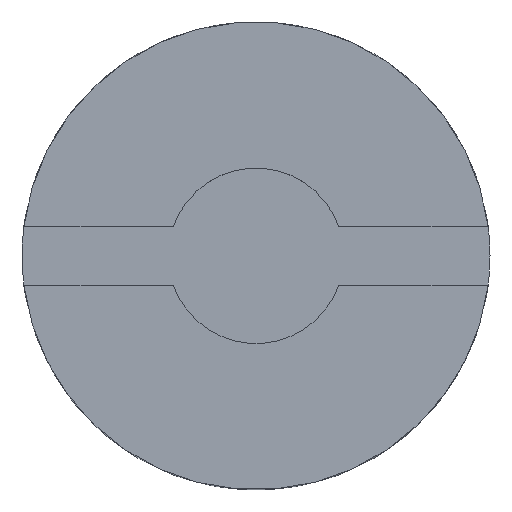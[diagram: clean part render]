
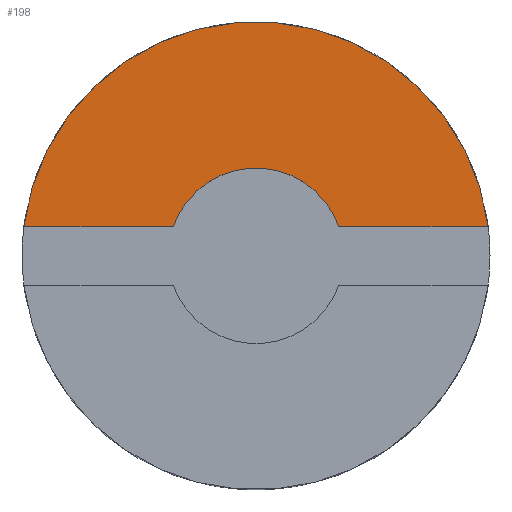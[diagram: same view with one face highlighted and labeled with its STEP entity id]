
A CAD part, top view. The second image highlights one B-rep face of the part: STEP entity #198.
In plain terms, the highlighted planar face has unit normal (0, 0, 1).
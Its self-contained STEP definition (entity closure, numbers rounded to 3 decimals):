
#17=CIRCLE('',#229,15.);
#22=CIRCLE('',#237,40.);
#35=FACE_OUTER_BOUND('',#46,.T.);
#46=EDGE_LOOP('',(#162,#163,#164,#165));
#59=LINE('',#331,#76);
#65=LINE('',#346,#82);
#76=VECTOR('',#266,10.);
#82=VECTOR('',#280,10.);
#92=VERTEX_POINT('',#327);
#94=VERTEX_POINT('',#330);
#96=VERTEX_POINT('',#336);
#99=VERTEX_POINT('',#343);
#113=EDGE_CURVE('',#94,#92,#59,.T.);
#116=EDGE_CURVE('',#96,#94,#17,.T.);
#121=EDGE_CURVE('',#99,#96,#65,.T.);
#125=EDGE_CURVE('',#92,#99,#22,.T.);
#162=ORIENTED_EDGE('',*,*,#113,.T.);
#163=ORIENTED_EDGE('',*,*,#125,.T.);
#164=ORIENTED_EDGE('',*,*,#121,.T.);
#165=ORIENTED_EDGE('',*,*,#116,.T.);
#188=PLANE('',#236);
#198=ADVANCED_FACE('',(#35),#188,.T.);
#229=AXIS2_PLACEMENT_3D('',#337,#271,#272);
#236=AXIS2_PLACEMENT_3D('',#352,#289,#290);
#237=AXIS2_PLACEMENT_3D('',#353,#291,#292);
#266=DIRECTION('',(1.,0.,0.));
#271=DIRECTION('center_axis',(0.,0.,-1.));
#272=DIRECTION('ref_axis',(0.943,0.333,0.));
#280=DIRECTION('',(1.,0.,0.));
#289=DIRECTION('center_axis',(0.,0.,1.));
#290=DIRECTION('ref_axis',(1.,0.,0.));
#291=DIRECTION('center_axis',(0.,0.,1.));
#292=DIRECTION('ref_axis',(-1.,0.,0.));
#327=CARTESIAN_POINT('',(39.686,5.,20.));
#330=CARTESIAN_POINT('',(14.142,5.,20.));
#331=CARTESIAN_POINT('',(7.071,5.,20.));
#336=CARTESIAN_POINT('',(-14.142,5.,20.));
#337=CARTESIAN_POINT('Origin',(0.,0.,20.));
#343=CARTESIAN_POINT('',(-39.686,5.,20.));
#346=CARTESIAN_POINT('',(-25.,5.,20.));
#352=CARTESIAN_POINT('Origin',(0.,0.,20.));
#353=CARTESIAN_POINT('Origin',(0.,0.,20.));
